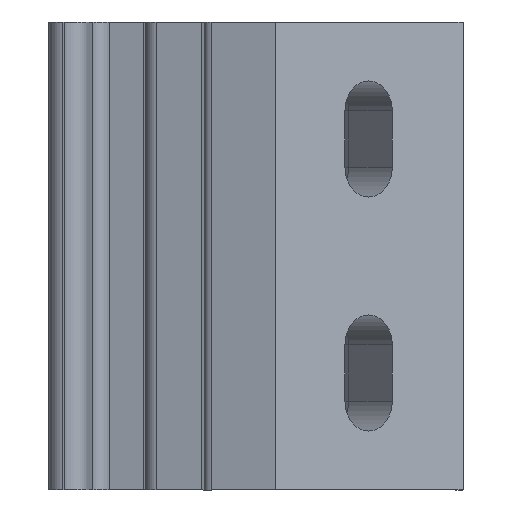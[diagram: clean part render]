
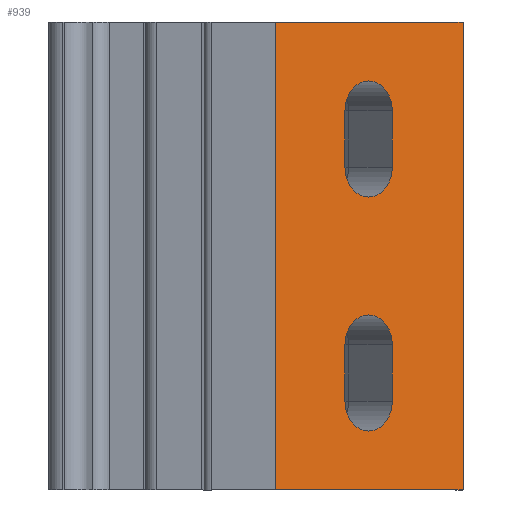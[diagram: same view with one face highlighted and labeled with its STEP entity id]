
A CAD part, left-side view. The second image highlights one B-rep face of the part: STEP entity #939.
In plain terms, the highlighted planar face has unit normal (-0.79, -0.613, 0).
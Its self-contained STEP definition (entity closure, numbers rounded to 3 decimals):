
#19=FACE_BOUND('',#144,.T.);
#20=FACE_BOUND('',#145,.T.);
#45=PLANE('',#1026);
#90=FACE_OUTER_BOUND('',#143,.T.);
#143=EDGE_LOOP('',(#835,#836,#837,#838));
#144=EDGE_LOOP('',(#839,#840,#841,#842));
#145=EDGE_LOOP('',(#843,#844,#845,#846));
#176=LINE('',#1391,#271);
#212=LINE('',#1486,#307);
#216=LINE('',#1496,#311);
#220=LINE('',#1505,#315);
#237=LINE('',#1559,#332);
#238=LINE('',#1563,#333);
#239=LINE('',#1569,#334);
#240=LINE('',#1572,#335);
#271=VECTOR('',#1101,1000.);
#307=VECTOR('',#1201,10.);
#311=VECTOR('',#1211,10.);
#315=VECTOR('',#1223,1000.);
#332=VECTOR('',#1278,10.);
#333=VECTOR('',#1281,10.);
#334=VECTOR('',#1286,10.);
#335=VECTOR('',#1289,10.);
#380=CIRCLE('',#1027,1.6);
#381=CIRCLE('',#1028,1.6);
#382=CIRCLE('',#1029,1.6);
#383=CIRCLE('',#1030,1.6);
#417=VERTEX_POINT('',#1388);
#418=VERTEX_POINT('',#1390);
#445=VERTEX_POINT('',#1485);
#447=VERTEX_POINT('',#1493);
#466=VERTEX_POINT('',#1557);
#467=VERTEX_POINT('',#1558);
#468=VERTEX_POINT('',#1560);
#469=VERTEX_POINT('',#1562);
#470=VERTEX_POINT('',#1565);
#471=VERTEX_POINT('',#1566);
#472=VERTEX_POINT('',#1568);
#473=VERTEX_POINT('',#1570);
#510=EDGE_CURVE('',#418,#417,#176,.T.);
#558=EDGE_CURVE('',#445,#418,#212,.T.);
#563=EDGE_CURVE('',#417,#447,#216,.T.);
#568=EDGE_CURVE('',#445,#447,#220,.T.);
#593=EDGE_CURVE('',#466,#467,#237,.T.);
#594=EDGE_CURVE('',#466,#468,#380,.T.);
#595=EDGE_CURVE('',#468,#469,#238,.T.);
#596=EDGE_CURVE('',#469,#467,#381,.T.);
#597=EDGE_CURVE('',#470,#471,#382,.F.);
#598=EDGE_CURVE('',#470,#472,#239,.F.);
#599=EDGE_CURVE('',#473,#472,#383,.F.);
#600=EDGE_CURVE('',#471,#473,#240,.F.);
#835=ORIENTED_EDGE('',*,*,#558,.T.);
#836=ORIENTED_EDGE('',*,*,#510,.T.);
#837=ORIENTED_EDGE('',*,*,#563,.T.);
#838=ORIENTED_EDGE('',*,*,#568,.F.);
#839=ORIENTED_EDGE('',*,*,#593,.F.);
#840=ORIENTED_EDGE('',*,*,#594,.T.);
#841=ORIENTED_EDGE('',*,*,#595,.T.);
#842=ORIENTED_EDGE('',*,*,#596,.T.);
#843=ORIENTED_EDGE('',*,*,#597,.F.);
#844=ORIENTED_EDGE('',*,*,#598,.T.);
#845=ORIENTED_EDGE('',*,*,#599,.F.);
#846=ORIENTED_EDGE('',*,*,#600,.F.);
#939=ADVANCED_FACE('',(#90,#19,#20),#45,.T.);
#1026=AXIS2_PLACEMENT_3D('',#1556,#1276,#1277);
#1027=AXIS2_PLACEMENT_3D('',#1561,#1279,#1280);
#1028=AXIS2_PLACEMENT_3D('',#1564,#1282,#1283);
#1029=AXIS2_PLACEMENT_3D('',#1567,#1284,#1285);
#1030=AXIS2_PLACEMENT_3D('',#1571,#1287,#1288);
#1101=DIRECTION('',(0.613,-0.79,0.));
#1201=DIRECTION('',(0.,0.,-1.));
#1211=DIRECTION('',(0.,0.,1.));
#1223=DIRECTION('',(0.613,-0.79,0.));
#1276=DIRECTION('center_axis',(-0.79,-0.613,0.));
#1277=DIRECTION('ref_axis',(-0.613,0.79,0.));
#1278=DIRECTION('',(0.,0.,1.));
#1279=DIRECTION('center_axis',(0.79,0.613,0.));
#1280=DIRECTION('ref_axis',(0.613,-0.79,0.));
#1281=DIRECTION('',(0.,0.,1.));
#1282=DIRECTION('center_axis',(0.79,0.613,0.));
#1283=DIRECTION('ref_axis',(0.613,-0.79,0.));
#1284=DIRECTION('center_axis',(0.79,0.613,0.));
#1285=DIRECTION('ref_axis',(0.613,-0.79,0.));
#1286=DIRECTION('',(0.,0.,1.));
#1287=DIRECTION('center_axis',(0.79,0.613,0.));
#1288=DIRECTION('ref_axis',(0.613,-0.79,0.));
#1289=DIRECTION('',(0.,0.,1.));
#1388=CARTESIAN_POINT('',(-235.487,493.056,-144.157));
#1390=CARTESIAN_POINT('',(-243.264,503.091,-144.157));
#1391=CARTESIAN_POINT('',(-243.683,503.633,-144.157));
#1485=CARTESIAN_POINT('',(-243.264,503.091,-119.157));
#1486=CARTESIAN_POINT('',(-243.264,503.091,-131.887));
#1493=CARTESIAN_POINT('',(-235.487,493.056,-119.157));
#1496=CARTESIAN_POINT('',(-235.487,493.056,-131.887));
#1505=CARTESIAN_POINT('',(-239.395,498.1,-119.157));
#1556=CARTESIAN_POINT('Origin',(-239.395,498.1,-144.157));
#1557=CARTESIAN_POINT('',(-238.415,496.835,-126.907));
#1558=CARTESIAN_POINT('',(-238.415,496.835,-123.907));
#1559=CARTESIAN_POINT('',(-238.415,496.835,-141.782));
#1560=CARTESIAN_POINT('',(-240.375,499.365,-126.907));
#1561=CARTESIAN_POINT('Origin',(-239.395,498.1,-126.907));
#1562=CARTESIAN_POINT('',(-240.375,499.365,-123.907));
#1563=CARTESIAN_POINT('',(-240.375,499.365,-141.782));
#1564=CARTESIAN_POINT('Origin',(-239.395,498.1,-123.907));
#1565=CARTESIAN_POINT('',(-238.415,496.835,-136.407));
#1566=CARTESIAN_POINT('',(-240.375,499.365,-136.407));
#1567=CARTESIAN_POINT('Origin',(-239.395,498.1,-136.407));
#1568=CARTESIAN_POINT('',(-238.415,496.835,-139.407));
#1569=CARTESIAN_POINT('',(-238.415,496.835,-141.782));
#1570=CARTESIAN_POINT('',(-240.375,499.365,-139.407));
#1571=CARTESIAN_POINT('Origin',(-239.395,498.1,-139.407));
#1572=CARTESIAN_POINT('',(-240.375,499.365,-141.782));
